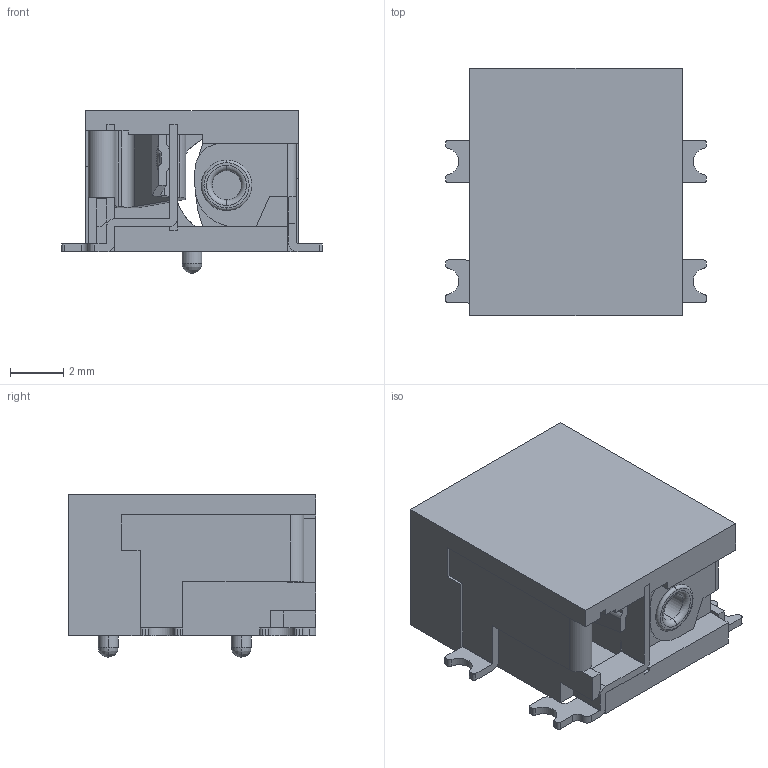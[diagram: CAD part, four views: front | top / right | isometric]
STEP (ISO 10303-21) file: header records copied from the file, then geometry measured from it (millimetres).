
FILE_DESCRIPTION((''),'2;1');
FILE_NAME('WURTH_694 102 107 102.stp','2015-07-13T13:32:52',(''),(''),'Mechanical Desktop 2011','Mechanical Desktop 2011',', , ');
FILE_SCHEMA(('AUTOMOTIVE_DESIGN { 1 2 10303 214 1 1 1 1 }'));
Length unit declared in the file: millimetre
Products named in the file (1): Product
Bounding box: 9.8 x 9.3 x 6.1 mm (x, y, z)
Volume: 229.2 mm3; surface area: 838.1 mm2
Topology: 5 solids, 5 shells, 233 faces, 632 edges, 415 vertices
Faces by surface type: plane 135, cylinder 76, torus 15, bspline 7
Entity records: 7705 total; most frequent: CARTESIAN_POINT 1589, DIRECTION 1290, ORIENTED_EDGE 1264, EDGE_CURVE 632, AXIS2_PLACEMENT_3D 431, VECTOR 428, LINE 428, VERTEX_POINT 415
